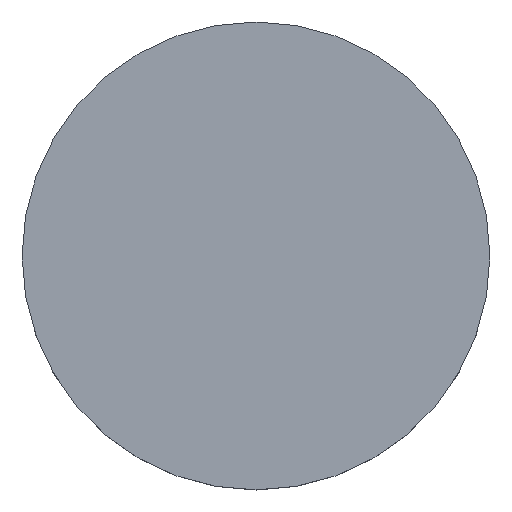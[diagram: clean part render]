
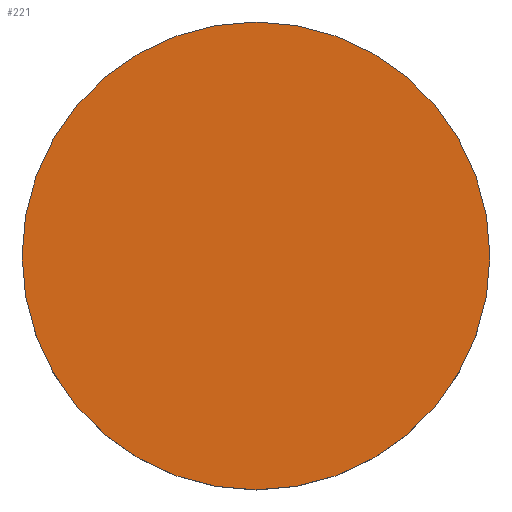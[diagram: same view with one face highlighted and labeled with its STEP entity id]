
A CAD part, top view. The second image highlights one B-rep face of the part: STEP entity #221.
In plain terms, the highlighted planar face has unit normal (0, 0, 1).
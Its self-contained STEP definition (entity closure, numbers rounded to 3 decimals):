
#29 = CARTESIAN_POINT ( 'NONE',  ( -6.35, 0., 2.2 ) ) ;
#30 = PLANE ( 'NONE',  #122 ) ;
#48 = CARTESIAN_POINT ( 'NONE',  ( 0., 13.158, 2.2 ) ) ;
#53 = EDGE_CURVE ( 'NONE', #228, #220, #183, .T. ) ;
#57 = DIRECTION ( 'NONE',  ( 1., 0., 0. ) ) ;
#62 = DIRECTION ( 'NONE',  ( 1., 0., 0. ) ) ;
#65 = DIRECTION ( 'NONE',  ( 0., 0., -1. ) ) ;
#84 = ORIENTED_EDGE ( 'NONE', *, *, #117, .F. ) ;
#88 = CIRCLE ( 'NONE', #169, 6.35 ) ;
#94 = DIRECTION ( 'NONE',  ( 0., 0., -1. ) ) ;
#117 = EDGE_CURVE ( 'NONE', #220, #228, #88, .T. ) ;
#122 = AXIS2_PLACEMENT_3D ( 'NONE', #48, #171, #62 ) ;
#145 = EDGE_LOOP ( 'NONE', ( #163, #84 ) ) ;
#158 = AXIS2_PLACEMENT_3D ( 'NONE', #204, #94, #57 ) ;
#163 = ORIENTED_EDGE ( 'NONE', *, *, #53, .F. ) ;
#169 = AXIS2_PLACEMENT_3D ( 'NONE', #195, #65, #193 ) ;
#171 = DIRECTION ( 'NONE',  ( 0., 0., 1. ) ) ;
#183 = CIRCLE ( 'NONE', #158, 6.35 ) ;
#193 = DIRECTION ( 'NONE',  ( 1., 0., 0. ) ) ;
#195 = CARTESIAN_POINT ( 'NONE',  ( 0., 0., 2.2 ) ) ;
#204 = CARTESIAN_POINT ( 'NONE',  ( 0., 0., 2.2 ) ) ;
#208 = CARTESIAN_POINT ( 'NONE',  ( 6.35, 0., 2.2 ) ) ;
#210 = FACE_OUTER_BOUND ( 'NONE', #145, .T. ) ;
#220 = VERTEX_POINT ( 'NONE', #29 ) ;
#221 = ADVANCED_FACE ( 'NONE', ( #210 ), #30, .T. ) ;
#228 = VERTEX_POINT ( 'NONE', #208 ) ;
